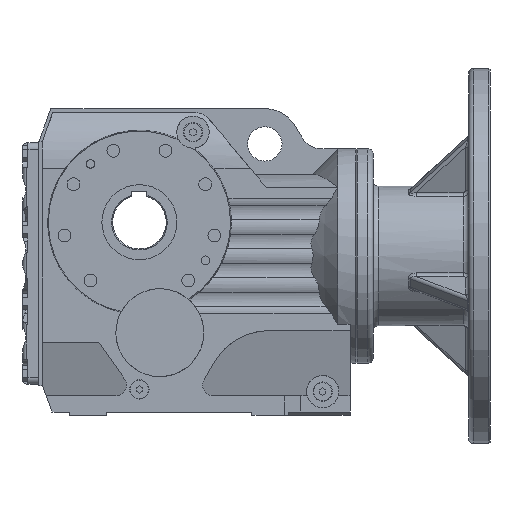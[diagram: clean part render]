
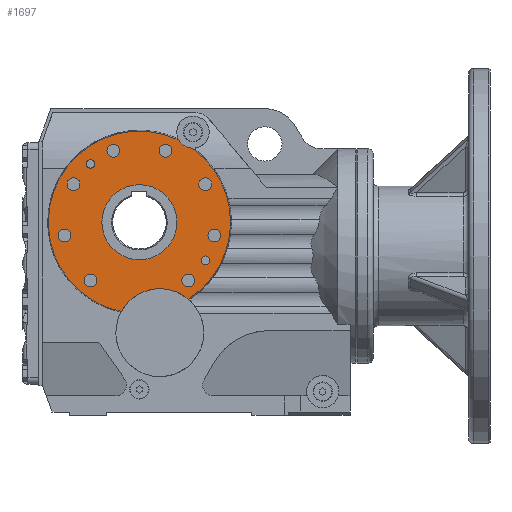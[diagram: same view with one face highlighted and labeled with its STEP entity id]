
A CAD part, front view. The second image highlights one B-rep face of the part: STEP entity #1697.
In plain terms, the highlighted planar face has unit normal (0, -1, 0).
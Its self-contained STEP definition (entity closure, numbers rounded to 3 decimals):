
#1697=ADVANCED_FACE('',(#7052,#7054,#7056,#7058,#7060,#7062,#7064,#7066,#7068,#7070,
#7072,#7074),#7076,.T.);
#7052=FACE_BOUND('',#7053,.T.);
#7053=EDGE_LOOP('',(#12635,#12636,#12637,#12638));
#7054=FACE_BOUND('',#7055,.T.);
#7055=EDGE_LOOP('',(#12639));
#7056=FACE_BOUND('',#7057,.T.);
#7057=EDGE_LOOP('',(#12640));
#7058=FACE_BOUND('',#7059,.T.);
#7059=EDGE_LOOP('',(#12641));
#7060=FACE_BOUND('',#7061,.T.);
#7061=EDGE_LOOP('',(#12642));
#7062=FACE_BOUND('',#7063,.T.);
#7063=EDGE_LOOP('',(#12643));
#7064=FACE_BOUND('',#7065,.T.);
#7065=EDGE_LOOP('',(#12644));
#7066=FACE_BOUND('',#7067,.T.);
#7067=EDGE_LOOP('',(#12645));
#7068=FACE_BOUND('',#7069,.T.);
#7069=EDGE_LOOP('',(#12646));
#7070=FACE_BOUND('',#7071,.T.);
#7071=EDGE_LOOP('',(#12647));
#7072=FACE_BOUND('',#7073,.T.);
#7073=EDGE_LOOP('',(#12648));
#7074=FACE_BOUND('',#7075,.T.);
#7075=EDGE_LOOP('',(#12649));
#7076=PLANE('',#7077);
#7077=AXIS2_PLACEMENT_3D('',#7078,#7079,#7080);
#7078=CARTESIAN_POINT('',(0.,-101.,85.));
#7079=DIRECTION('',(0.,-1.,0.));
#7080=DIRECTION('',(1.,0.,0.));
#12635=ORIENTED_EDGE('',*,*,#15237,.F.);
#12636=ORIENTED_EDGE('',*,*,#15098,.F.);
#12637=ORIENTED_EDGE('',*,*,#15238,.F.);
#12638=ORIENTED_EDGE('',*,*,#14948,.F.);
#12639=ORIENTED_EDGE('',*,*,#14961,.T.);
#12640=ORIENTED_EDGE('',*,*,#15057,.F.);
#12641=ORIENTED_EDGE('',*,*,#15059,.F.);
#12642=ORIENTED_EDGE('',*,*,#15061,.F.);
#12643=ORIENTED_EDGE('',*,*,#15063,.F.);
#12644=ORIENTED_EDGE('',*,*,#15065,.F.);
#12645=ORIENTED_EDGE('',*,*,#15067,.F.);
#12646=ORIENTED_EDGE('',*,*,#15069,.F.);
#12647=ORIENTED_EDGE('',*,*,#15071,.F.);
#12648=ORIENTED_EDGE('',*,*,#15073,.F.);
#12649=ORIENTED_EDGE('',*,*,#15075,.F.);
#14948=EDGE_CURVE('',#16371,#16358,#16373,.T.);
#14961=EDGE_CURVE('',#16395,#16395,#16396,.T.);
#15057=EDGE_CURVE('',#16580,#16580,#16581,.T.);
#15059=EDGE_CURVE('',#16584,#16584,#16585,.T.);
#15061=EDGE_CURVE('',#16588,#16588,#16589,.T.);
#15063=EDGE_CURVE('',#16592,#16592,#16593,.T.);
#15065=EDGE_CURVE('',#16596,#16596,#16597,.T.);
#15067=EDGE_CURVE('',#16600,#16600,#16601,.T.);
#15069=EDGE_CURVE('',#16604,#16604,#16605,.T.);
#15071=EDGE_CURVE('',#16608,#16608,#16609,.T.);
#15073=EDGE_CURVE('',#16612,#16612,#16613,.T.);
#15075=EDGE_CURVE('',#16616,#16616,#16617,.T.);
#15098=EDGE_CURVE('',#16657,#16658,#16659,.T.);
#15237=EDGE_CURVE('',#16658,#16371,#16882,.T.);
#15238=EDGE_CURVE('',#16358,#16657,#16883,.T.);
#16358=VERTEX_POINT('',#19564);
#16371=VERTEX_POINT('',#19728);
#16373=CIRCLE('',#19736,85.);
#16395=VERTEX_POINT('',#19948);
#16396=CIRCLE('',#19949,35.);
#16580=VERTEX_POINT('',#20990);
#16581=CIRCLE('',#20991,6.);
#16584=VERTEX_POINT('',#21000);
#16585=CIRCLE('',#21001,6.);
#16588=VERTEX_POINT('',#21010);
#16589=CIRCLE('',#21011,6.);
#16592=VERTEX_POINT('',#21020);
#16593=CIRCLE('',#21021,6.);
#16596=VERTEX_POINT('',#21030);
#16597=CIRCLE('',#21031,4.);
#16600=VERTEX_POINT('',#21040);
#16601=CIRCLE('',#21041,4.);
#16604=VERTEX_POINT('',#21050);
#16605=CIRCLE('',#21051,6.);
#16608=VERTEX_POINT('',#21060);
#16609=CIRCLE('',#21061,6.);
#16612=VERTEX_POINT('',#21070);
#16613=CIRCLE('',#21071,6.);
#16616=VERTEX_POINT('',#21080);
#16617=CIRCLE('',#21081,6.);
#16657=VERTEX_POINT('',#21310);
#16658=VERTEX_POINT('',#21311);
#16659=CIRCLE('',#21312,85.);
#16882=CIRCLE('',#22079,15.);
#16883=CIRCLE('',#22083,41.);
#19564=CARTESIAN_POINT('',(45.555,-101.,-71.762));
#19728=CARTESIAN_POINT('',(49.632,-101.,69.005));
#19736=AXIS2_PLACEMENT_3D('',#19737,#19738,#19739);
#19737=CARTESIAN_POINT('',(0.,-101.,0.));
#19738=DIRECTION('',(-0.,1.,0.));
#19739=DIRECTION('',(0.584,0.,0.812));
#19948=CARTESIAN_POINT('',(35.,-101.,0.));
#19949=AXIS2_PLACEMENT_3D('',#19950,#19951,#19952);
#19950=CARTESIAN_POINT('',(0.,-101.,0.));
#19951=DIRECTION('',(-0.,1.,-0.));
#19952=DIRECTION('',(1.,0.,0.));
#20990=CARTESIAN_POINT('',(-55.488,-101.,35.5));
#20991=AXIS2_PLACEMENT_3D('',#20992,#20993,#20994);
#20992=CARTESIAN_POINT('',(-61.488,-101.,35.5));
#20993=DIRECTION('',(0.,-1.,0.));
#20994=DIRECTION('',(-1.,0.,0.));
#21000=CARTESIAN_POINT('',(67.488,-101.,35.5));
#21001=AXIS2_PLACEMENT_3D('',#21002,#21003,#21004);
#21002=CARTESIAN_POINT('',(61.488,-101.,35.5));
#21003=DIRECTION('',(0.,-1.,0.));
#21004=DIRECTION('',(-1.,0.,0.));
#21010=CARTESIAN_POINT('',(75.921,-101.,-12.329));
#21011=AXIS2_PLACEMENT_3D('',#21012,#21013,#21014);
#21012=CARTESIAN_POINT('',(69.921,-101.,-12.329));
#21013=DIRECTION('',(0.,-1.,0.));
#21014=DIRECTION('',(-1.,0.,0.));
#21020=CARTESIAN_POINT('',(-63.921,-101.,-12.329));
#21021=AXIS2_PLACEMENT_3D('',#21022,#21023,#21024);
#21022=CARTESIAN_POINT('',(-69.921,-101.,-12.329));
#21023=DIRECTION('',(0.,-1.,0.));
#21024=DIRECTION('',(-1.,0.,0.));
#21030=CARTESIAN_POINT('',(-41.638,-101.,54.389));
#21031=AXIS2_PLACEMENT_3D('',#21032,#21033,#21034);
#21032=CARTESIAN_POINT('',(-45.638,-101.,54.389));
#21033=DIRECTION('',(0.,-1.,0.));
#21034=DIRECTION('',(-1.,0.,0.));
#21040=CARTESIAN_POINT('',(65.488,-101.,-35.5));
#21041=AXIS2_PLACEMENT_3D('',#21042,#21043,#21044);
#21042=CARTESIAN_POINT('',(61.488,-101.,-35.5));
#21043=DIRECTION('',(0.,-1.,0.));
#21044=DIRECTION('',(-1.,0.,0.));
#21050=CARTESIAN_POINT('',(-39.638,-101.,-54.389));
#21051=AXIS2_PLACEMENT_3D('',#21052,#21053,#21054);
#21052=CARTESIAN_POINT('',(-45.638,-101.,-54.389));
#21053=DIRECTION('',(0.,-1.,0.));
#21054=DIRECTION('',(-1.,0.,0.));
#21060=CARTESIAN_POINT('',(51.638,-101.,-54.389));
#21061=AXIS2_PLACEMENT_3D('',#21062,#21063,#21064);
#21062=CARTESIAN_POINT('',(45.638,-101.,-54.389));
#21063=DIRECTION('',(0.,-1.,0.));
#21064=DIRECTION('',(-1.,0.,0.));
#21070=CARTESIAN_POINT('',(-18.283,-101.,66.718));
#21071=AXIS2_PLACEMENT_3D('',#21072,#21073,#21074);
#21072=CARTESIAN_POINT('',(-24.283,-101.,66.718));
#21073=DIRECTION('',(0.,-1.,0.));
#21074=DIRECTION('',(-1.,0.,0.));
#21080=CARTESIAN_POINT('',(30.283,-101.,66.718));
#21081=AXIS2_PLACEMENT_3D('',#21082,#21083,#21084);
#21082=CARTESIAN_POINT('',(24.283,-101.,66.718));
#21083=DIRECTION('',(0.,-1.,0.));
#21084=DIRECTION('',(-1.,0.,0.));
#21310=CARTESIAN_POINT('',(-16.953,-101.,-83.292));
#21311=CARTESIAN_POINT('',(36.994,-101.,76.528));
#21312=AXIS2_PLACEMENT_3D('',#21313,#21314,#21315);
#21313=CARTESIAN_POINT('',(0.,-101.,0.));
#21314=DIRECTION('',(0.,1.,-0.));
#21315=DIRECTION('',(-0.199,0.,-0.98));
#22079=AXIS2_PLACEMENT_3D('',#22080,#22081,#22082);
#22080=CARTESIAN_POINT('',(50.,-101.,84.));
#22081=DIRECTION('',(0.,-1.,0.));
#22082=DIRECTION('',(-0.867,0.,-0.498));
#22083=AXIS2_PLACEMENT_3D('',#22084,#22085,#22086);
#22084=CARTESIAN_POINT('',(19.,-101.,-103.));
#22085=DIRECTION('',(0.,-1.,0.));
#22086=DIRECTION('',(0.648,0.,0.762));
